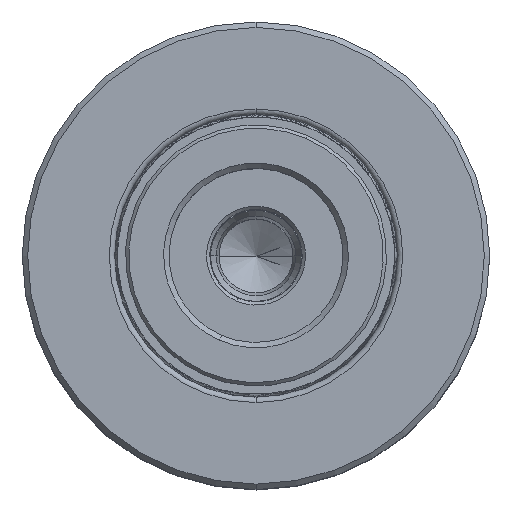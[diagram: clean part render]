
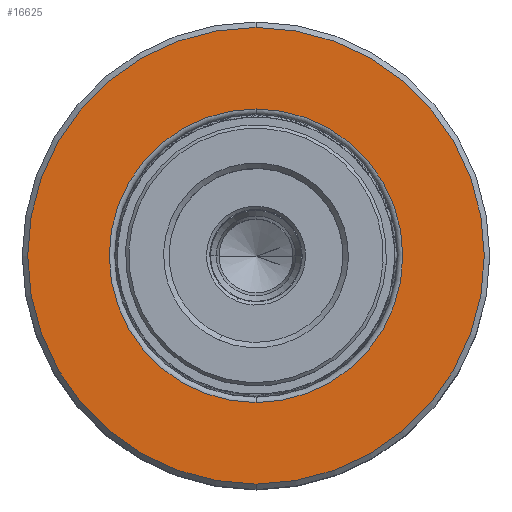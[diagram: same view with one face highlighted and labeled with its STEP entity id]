
A CAD part, top view. The second image highlights one B-rep face of the part: STEP entity #16625.
In plain terms, the highlighted face is planar.
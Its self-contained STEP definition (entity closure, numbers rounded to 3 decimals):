
#1887 = VERTEX_POINT ( 'NONE', #15764 ) ;
#1993 = DIRECTION ( 'NONE',  ( 0., -1., 0. ) ) ;
#3308 = CIRCLE ( 'NONE', #5629, 13.5 ) ;
#3348 = AXIS2_PLACEMENT_3D ( 'NONE', #28647, #31660, #17423 ) ;
#3675 = EDGE_LOOP ( 'NONE', ( #24327, #12237 ) ) ;
#4689 = FACE_OUTER_BOUND ( 'NONE', #23459, .T. ) ;
#5629 = AXIS2_PLACEMENT_3D ( 'NONE', #13450, #36301, #24893 ) ;
#5997 = CIRCLE ( 'NONE', #3348, 21. ) ;
#6036 = EDGE_CURVE ( 'NONE', #1887, #12955, #3308, .T. ) ;
#7225 = AXIS2_PLACEMENT_3D ( 'NONE', #19141, #1993, #24726 ) ;
#9516 = DIRECTION ( 'NONE',  ( 0., 0., -1. ) ) ;
#12237 = ORIENTED_EDGE ( 'NONE', *, *, #6036, .T. ) ;
#12955 = VERTEX_POINT ( 'NONE', #17310 ) ;
#13450 = CARTESIAN_POINT ( 'NONE',  ( 0., 15.687, 0. ) ) ;
#13987 = CARTESIAN_POINT ( 'NONE',  ( 0., 15.687, -21. ) ) ;
#15764 = CARTESIAN_POINT ( 'NONE',  ( 0., 15.687, 13.5 ) ) ;
#16625 = ADVANCED_FACE ( 'NONE', ( #19356, #4689 ), #31745, .T. ) ;
#17310 = CARTESIAN_POINT ( 'NONE',  ( 0., 15.687, -13.5 ) ) ;
#17423 = DIRECTION ( 'NONE',  ( 0., 0., -1. ) ) ;
#18212 = CARTESIAN_POINT ( 'NONE',  ( 0., 15.687, 0. ) ) ;
#19141 = CARTESIAN_POINT ( 'NONE',  ( 0., 15.687, 0. ) ) ;
#19202 = VERTEX_POINT ( 'NONE', #13987 ) ;
#19356 = FACE_BOUND ( 'NONE', #3675, .T. ) ;
#19595 = EDGE_CURVE ( 'NONE', #21603, #19202, #5997, .T. ) ;
#20516 = ORIENTED_EDGE ( 'NONE', *, *, #19595, .F. ) ;
#21603 = VERTEX_POINT ( 'NONE', #26132 ) ;
#23459 = EDGE_LOOP ( 'NONE', ( #33932, #20516 ) ) ;
#23595 = EDGE_CURVE ( 'NONE', #12955, #1887, #29911, .T. ) ;
#24327 = ORIENTED_EDGE ( 'NONE', *, *, #23595, .T. ) ;
#24726 = DIRECTION ( 'NONE',  ( 0., 0., -1. ) ) ;
#24893 = DIRECTION ( 'NONE',  ( 0., 0., -1. ) ) ;
#26132 = CARTESIAN_POINT ( 'NONE',  ( 0., 15.687, 21. ) ) ;
#28647 = CARTESIAN_POINT ( 'NONE',  ( 0., 15.687, 0. ) ) ;
#29824 = DIRECTION ( 'NONE',  ( 0., -1., 0. ) ) ;
#29911 = CIRCLE ( 'NONE', #7225, 13.5 ) ;
#31660 = DIRECTION ( 'NONE',  ( 0., -1., 0. ) ) ;
#31745 = PLANE ( 'NONE',  #34353 ) ;
#31988 = DIRECTION ( 'NONE',  ( 0., 0., 1. ) ) ;
#32967 = AXIS2_PLACEMENT_3D ( 'NONE', #18212, #29824, #9516 ) ;
#33932 = ORIENTED_EDGE ( 'NONE', *, *, #36240, .F. ) ;
#34353 = AXIS2_PLACEMENT_3D ( 'NONE', #34614, #34738, #31988 ) ;
#34614 = CARTESIAN_POINT ( 'NONE',  ( 21., 15.687, 0. ) ) ;
#34738 = DIRECTION ( 'NONE',  ( 0., 1., 0. ) ) ;
#35122 = CIRCLE ( 'NONE', #32967, 21. ) ;
#36240 = EDGE_CURVE ( 'NONE', #19202, #21603, #35122, .T. ) ;
#36301 = DIRECTION ( 'NONE',  ( 0., -1., 0. ) ) ;
